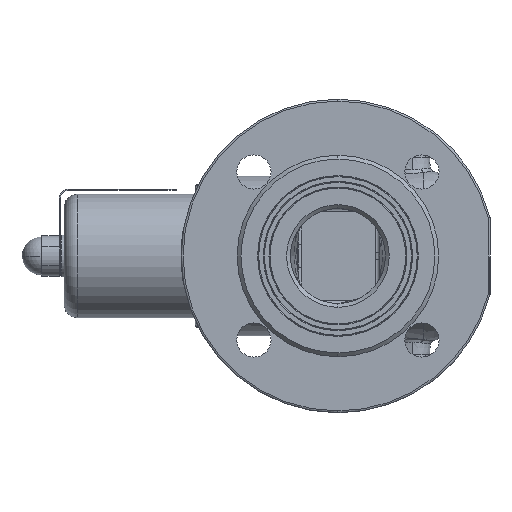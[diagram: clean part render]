
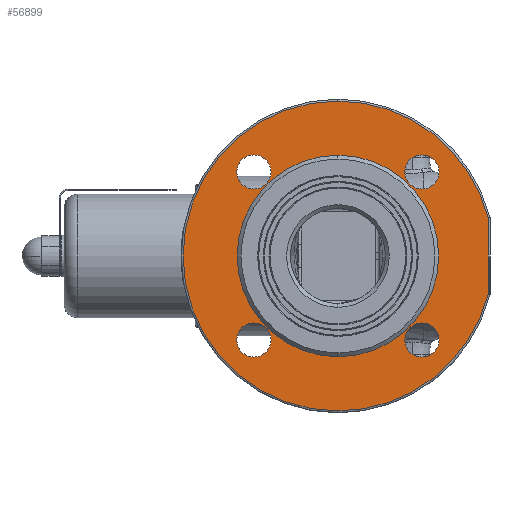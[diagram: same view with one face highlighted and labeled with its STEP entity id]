
A CAD part, left-side view. The second image highlights one B-rep face of the part: STEP entity #56899.
In plain terms, the highlighted planar face has unit normal (-1, 0, 0).
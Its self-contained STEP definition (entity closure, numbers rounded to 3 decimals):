
#653 = CARTESIAN_POINT ( 'NONE',  ( -113., 0., 53. ) ) ;
#1691 = CARTESIAN_POINT ( 'NONE',  ( -113., 0., 0. ) ) ;
#1693 = DIRECTION ( 'NONE',  ( -1., 0., 0. ) ) ;
#1694 = DIRECTION ( 'NONE',  ( 0., 0., 1. ) ) ;
#1740 = CARTESIAN_POINT ( 'NONE',  ( -113., 0., 0. ) ) ;
#1741 = DIRECTION ( 'NONE',  ( -1., 0., 0. ) ) ;
#1743 = DIRECTION ( 'NONE',  ( 0., 0., 1. ) ) ;
#1834 = CARTESIAN_POINT ( 'NONE',  ( -113., 0., 0. ) ) ;
#1835 = DIRECTION ( 'NONE',  ( -1., 0., 0. ) ) ;
#1836 = DIRECTION ( 'NONE',  ( 0., 0., 1. ) ) ;
#8439 = CARTESIAN_POINT ( 'NONE',  ( -113., -79., -20.031 ) ) ;
#10025 = CARTESIAN_POINT ( 'NONE',  ( -113., -44.194, 53.194 ) ) ;
#10053 = CARTESIAN_POINT ( 'NONE',  ( -113., 0., -81.5 ) ) ;
#10055 = CARTESIAN_POINT ( 'NONE',  ( -113., 0., 81.5 ) ) ;
#10155 = VERTEX_POINT ( 'NONE', #43434 ) ;
#10173 = VERTEX_POINT ( 'NONE', #43457 ) ;
#10243 = VERTEX_POINT ( 'NONE', #43521 ) ;
#10330 = VERTEX_POINT ( 'NONE', #43573 ) ;
#10372 = VERTEX_POINT ( 'NONE', #43596 ) ;
#11380 = CARTESIAN_POINT ( 'NONE',  ( -113., -44.194, 44.194 ) ) ;
#11381 = DIRECTION ( 'NONE',  ( -1., 0., 0. ) ) ;
#11382 = DIRECTION ( 'NONE',  ( 0., 0., 1. ) ) ;
#11397 = CARTESIAN_POINT ( 'NONE',  ( -113., 44.194, 44.194 ) ) ;
#11398 = DIRECTION ( 'NONE',  ( -1., 0., 0. ) ) ;
#11399 = DIRECTION ( 'NONE',  ( 0., 0., 1. ) ) ;
#11414 = CARTESIAN_POINT ( 'NONE',  ( -113., 44.194, -44.194 ) ) ;
#11415 = DIRECTION ( 'NONE',  ( -1., 0., 0. ) ) ;
#11416 = DIRECTION ( 'NONE',  ( 0., 0., 1. ) ) ;
#11430 = CARTESIAN_POINT ( 'NONE',  ( -113., -44.194, -44.194 ) ) ;
#11431 = DIRECTION ( 'NONE',  ( -1., 0., 0. ) ) ;
#11432 = DIRECTION ( 'NONE',  ( 0., 0., 1. ) ) ;
#15053 = VERTEX_POINT ( 'NONE', #67893 ) ;
#15088 = VERTEX_POINT ( 'NONE', #67968 ) ;
#15152 = VERTEX_POINT ( 'NONE', #68071 ) ;
#15274 = VERTEX_POINT ( 'NONE', #68230 ) ;
#18833 = EDGE_CURVE ( 'NONE', #15152, #40990, #44318, .T. ) ;
#18844 = EDGE_CURVE ( 'NONE', #10330, #10243, #43213, .T. ) ;
#18855 = EDGE_CURVE ( 'NONE', #10372, #15053, #43684, .T. ) ;
#18866 = EDGE_CURVE ( 'NONE', #10173, #10155, #44302, .T. ) ;
#19259 = EDGE_CURVE ( 'NONE', #41195, #41395, #44005, .T. ) ;
#19275 = EDGE_CURVE ( 'NONE', #15274, #41195, #44499, .T. ) ;
#19286 = EDGE_CURVE ( 'NONE', #61854, #15088, #44415, .T. ) ;
#19751 = VERTEX_POINT ( 'NONE', #8439 ) ;
#35642 = FACE_BOUND ( 'NONE', #61000, .T. ) ;
#35677 = FACE_BOUND ( 'NONE', #58957, .T. ) ;
#35679 = FACE_BOUND ( 'NONE', #59514, .T. ) ;
#35681 = FACE_OUTER_BOUND ( 'NONE', #58772, .T. ) ;
#35682 = PLANE ( 'NONE',  #67395 ) ;
#35684 = FACE_BOUND ( 'NONE', #58940, .T. ) ;
#35688 = FACE_BOUND ( 'NONE', #59601, .T. ) ;
#35718 = CARTESIAN_POINT ( 'NONE',  ( -113., 53., 0. ) ) ;
#35720 = DIRECTION ( 'NONE',  ( 1., 0., 0. ) ) ;
#35722 = DIRECTION ( 'NONE',  ( 0., 0., -1. ) ) ;
#36172 = CARTESIAN_POINT ( 'NONE',  ( -113., 44.194, -44.194 ) ) ;
#36175 = DIRECTION ( 'NONE',  ( -1., 0., 0. ) ) ;
#36177 = DIRECTION ( 'NONE',  ( 0., 0., 1. ) ) ;
#36183 = CARTESIAN_POINT ( 'NONE',  ( -113., 44.194, 44.194 ) ) ;
#36184 = DIRECTION ( 'NONE',  ( -1., 0., 0. ) ) ;
#36187 = DIRECTION ( 'NONE',  ( 0., 0., 1. ) ) ;
#36194 = CARTESIAN_POINT ( 'NONE',  ( -113., -44.194, 44.194 ) ) ;
#36196 = DIRECTION ( 'NONE',  ( -1., 0., 0. ) ) ;
#36199 = DIRECTION ( 'NONE',  ( 0., 0., 1. ) ) ;
#36201 = CARTESIAN_POINT ( 'NONE',  ( -113., 0., 0. ) ) ;
#36202 = DIRECTION ( 'NONE',  ( -1., 0., 0. ) ) ;
#36204 = DIRECTION ( 'NONE',  ( 0., 0., 1. ) ) ;
#36206 = CARTESIAN_POINT ( 'NONE',  ( -113., -79., 0. ) ) ;
#36208 = CARTESIAN_POINT ( 'NONE',  ( -113., -44.194, -44.194 ) ) ;
#36210 = DIRECTION ( 'NONE',  ( -1., 0., 0. ) ) ;
#36212 = DIRECTION ( 'NONE',  ( 0., 0., 1. ) ) ;
#36219 = LINE ( 'NONE', #36206, #54534 ) ;
#36227 = DIRECTION ( 'NONE',  ( 0., 0., 1. ) ) ;
#36232 = CARTESIAN_POINT ( 'NONE',  ( -113., 0., 0. ) ) ;
#36234 = DIRECTION ( 'NONE',  ( -1., 0., 0. ) ) ;
#36236 = DIRECTION ( 'NONE',  ( 0., 0., 1. ) ) ;
#40990 = VERTEX_POINT ( 'NONE', #10025 ) ;
#41195 = VERTEX_POINT ( 'NONE', #10055 ) ;
#41395 = VERTEX_POINT ( 'NONE', #10053 ) ;
#43213 = CIRCLE ( 'NONE', #43215, 9. ) ;
#43215 = AXIS2_PLACEMENT_3D ( 'NONE', #11397, #11398, #11399 ) ;
#43226 = AXIS2_PLACEMENT_3D ( 'NONE', #11380, #11381, #11382 ) ;
#43434 = CARTESIAN_POINT ( 'NONE',  ( -113., -44.194, -35.194 ) ) ;
#43457 = CARTESIAN_POINT ( 'NONE',  ( -113., -44.194, -53.194 ) ) ;
#43521 = CARTESIAN_POINT ( 'NONE',  ( -113., 44.194, 53.194 ) ) ;
#43573 = CARTESIAN_POINT ( 'NONE',  ( -113., 44.194, 35.194 ) ) ;
#43596 = CARTESIAN_POINT ( 'NONE',  ( -113., 44.194, -53.194 ) ) ;
#43684 = CIRCLE ( 'NONE', #44441, 9. ) ;
#43796 = AXIS2_PLACEMENT_3D ( 'NONE', #1834, #1835, #1836 ) ;
#43805 = AXIS2_PLACEMENT_3D ( 'NONE', #11430, #11431, #11432 ) ;
#44005 = CIRCLE ( 'NONE', #44319, 81.5 ) ;
#44222 = AXIS2_PLACEMENT_3D ( 'NONE', #1740, #1741, #1743 ) ;
#44302 = CIRCLE ( 'NONE', #43805, 9. ) ;
#44318 = CIRCLE ( 'NONE', #43226, 9. ) ;
#44319 = AXIS2_PLACEMENT_3D ( 'NONE', #1691, #1693, #1694 ) ;
#44415 = CIRCLE ( 'NONE', #43796, 53. ) ;
#44441 = AXIS2_PLACEMENT_3D ( 'NONE', #11414, #11415, #11416 ) ;
#44499 = CIRCLE ( 'NONE', #44222, 81.5 ) ;
#45101 = ORIENTED_EDGE ( 'NONE', *, *, #18844, .F. ) ;
#45102 = ORIENTED_EDGE ( 'NONE', *, *, #62161, .F. ) ;
#45136 = ORIENTED_EDGE ( 'NONE', *, *, #18833, .F. ) ;
#45144 = ORIENTED_EDGE ( 'NONE', *, *, #62172, .T. ) ;
#45198 = ORIENTED_EDGE ( 'NONE', *, *, #62164, .F. ) ;
#45236 = ORIENTED_EDGE ( 'NONE', *, *, #62163, .F. ) ;
#45351 = ORIENTED_EDGE ( 'NONE', *, *, #62159, .F. ) ;
#45388 = ORIENTED_EDGE ( 'NONE', *, *, #18866, .F. ) ;
#45428 = ORIENTED_EDGE ( 'NONE', *, *, #62156, .F. ) ;
#49332 = ORIENTED_EDGE ( 'NONE', *, *, #19286, .F. ) ;
#49334 = ORIENTED_EDGE ( 'NONE', *, *, #62171, .T. ) ;
#49649 = ORIENTED_EDGE ( 'NONE', *, *, #19259, .T. ) ;
#49885 = ORIENTED_EDGE ( 'NONE', *, *, #18855, .F. ) ;
#49922 = ORIENTED_EDGE ( 'NONE', *, *, #19275, .T. ) ;
#54500 = CIRCLE ( 'NONE', #54517, 9. ) ;
#54510 = CIRCLE ( 'NONE', #54520, 9. ) ;
#54515 = CIRCLE ( 'NONE', #54526, 53. ) ;
#54517 = AXIS2_PLACEMENT_3D ( 'NONE', #36172, #36175, #36177 ) ;
#54518 = CIRCLE ( 'NONE', #54523, 9. ) ;
#54520 = AXIS2_PLACEMENT_3D ( 'NONE', #36183, #36184, #36187 ) ;
#54523 = AXIS2_PLACEMENT_3D ( 'NONE', #36194, #36196, #36199 ) ;
#54525 = CIRCLE ( 'NONE', #54529, 9. ) ;
#54526 = AXIS2_PLACEMENT_3D ( 'NONE', #36201, #36202, #36204 ) ;
#54529 = AXIS2_PLACEMENT_3D ( 'NONE', #36208, #36210, #36212 ) ;
#54534 = VECTOR ( 'NONE', #36227, 1000. ) ;
#54537 = CIRCLE ( 'NONE', #54540, 81.5 ) ;
#54540 = AXIS2_PLACEMENT_3D ( 'NONE', #36232, #36234, #36236 ) ;
#56899 = ADVANCED_FACE ( 'NONE', ( #35679, #35642, #35684, #35688, #35677, #35681 ), #35682, .F. ) ;
#58772 = EDGE_LOOP ( 'NONE', ( #49922, #49649, #45144, #49334 ) ) ;
#58940 = EDGE_LOOP ( 'NONE', ( #45428, #49885 ) ) ;
#58957 = EDGE_LOOP ( 'NONE', ( #45236, #49332 ) ) ;
#59514 = EDGE_LOOP ( 'NONE', ( #45102, #45136 ) ) ;
#59601 = EDGE_LOOP ( 'NONE', ( #45198, #45388 ) ) ;
#61000 = EDGE_LOOP ( 'NONE', ( #45351, #45101 ) ) ;
#61854 = VERTEX_POINT ( 'NONE', #653 ) ;
#62156 = EDGE_CURVE ( 'NONE', #15053, #10372, #54500, .T. ) ;
#62159 = EDGE_CURVE ( 'NONE', #10243, #10330, #54510, .T. ) ;
#62161 = EDGE_CURVE ( 'NONE', #40990, #15152, #54518, .T. ) ;
#62163 = EDGE_CURVE ( 'NONE', #15088, #61854, #54515, .T. ) ;
#62164 = EDGE_CURVE ( 'NONE', #10155, #10173, #54525, .T. ) ;
#62171 = EDGE_CURVE ( 'NONE', #19751, #15274, #36219, .T. ) ;
#62172 = EDGE_CURVE ( 'NONE', #41395, #19751, #54537, .T. ) ;
#67395 = AXIS2_PLACEMENT_3D ( 'NONE', #35718, #35720, #35722 ) ;
#67893 = CARTESIAN_POINT ( 'NONE',  ( -113., 44.194, -35.194 ) ) ;
#67968 = CARTESIAN_POINT ( 'NONE',  ( -113., 0., -53. ) ) ;
#68071 = CARTESIAN_POINT ( 'NONE',  ( -113., -44.194, 35.194 ) ) ;
#68230 = CARTESIAN_POINT ( 'NONE',  ( -113., -79., 20.031 ) ) ;
